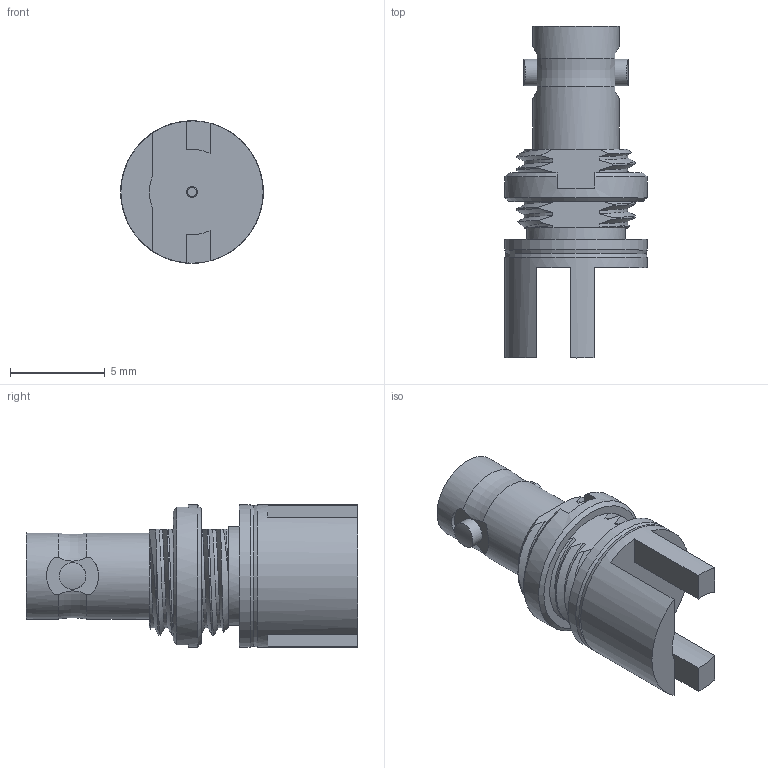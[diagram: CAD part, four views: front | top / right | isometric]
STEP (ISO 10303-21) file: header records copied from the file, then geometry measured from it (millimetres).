
FILE_DESCRIPTION (( 'STEP AP203' ), '1' );
FILE_NAME ('FMCN0015_3D.step', '2021-12-15T00:06:20', ( '' ), ( '' ), 'SwSTEP 2.0', 'SolidWorks 2021', '' );
FILE_SCHEMA (( 'CONFIG_CONTROL_DESIGN' ));
Length unit declared in the file: inch
Products named in the file (4): _HDBNC-J-P-XX-ST-EM1_BODY^HDBNC-J-P-GN-ST-EM1(2)_FMCN0015; HDBNC-J-P-GN-ST-EM1(2)^FMCN0015; FMCN0015_3D; _HDBNC-J-P-XX-ST-EM1_PIN^HDBNC-J-P-GN-ST-EM1(2)_FMCN0015
Assembly tree (3 placements, depth 3):
  FMCN0015_3D
    HDBNC-J-P-GN-ST-EM1(2)^FMCN0015
      _HDBNC-J-P-XX-ST-EM1_BODY^HDBNC-J-P-GN-ST-EM1(2)_FMCN0015
      _HDBNC-J-P-XX-ST-EM1_PIN^HDBNC-J-P-GN-ST-EM1(2)_FMCN0015
Bounding box: 7.52 x 17.5 x 7.52 mm (x, y, z)
Volume: 324.5 mm3; surface area: 685 mm2
Topology: 2 solids, 2 shells, 106 faces, 293 edges, 191 vertices
Faces by surface type: plane 37, cylinder 33, bspline 23, cone 11, torus 2
Full cylindrical faces by diameter (mm): 0.43 x1, 0.6 x2, 1.4 x2, 1.7 x2, 3.59 x1, 4.55 x2, 5.2 x1, 7.5 x2, 7.52 x1
Entity records: 9274 total; most frequent: CARTESIAN_POINT 6581, ORIENTED_EDGE 532, DIRECTION 390, EDGE_CURVE 266, VERTEX_POINT 184, AXIS2_PLACEMENT_3D 157, EDGE_LOOP 138, FACE_OUTER_BOUND 120
